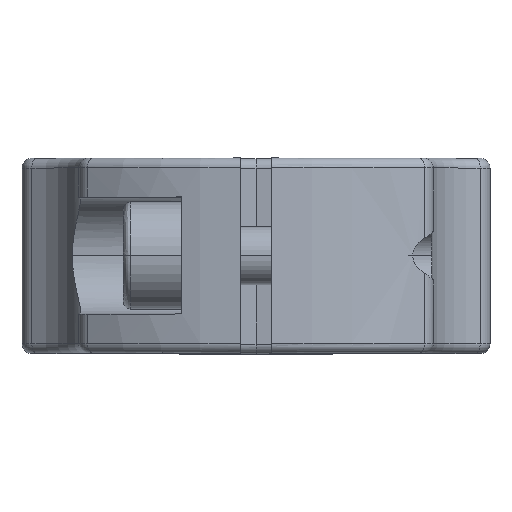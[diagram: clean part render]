
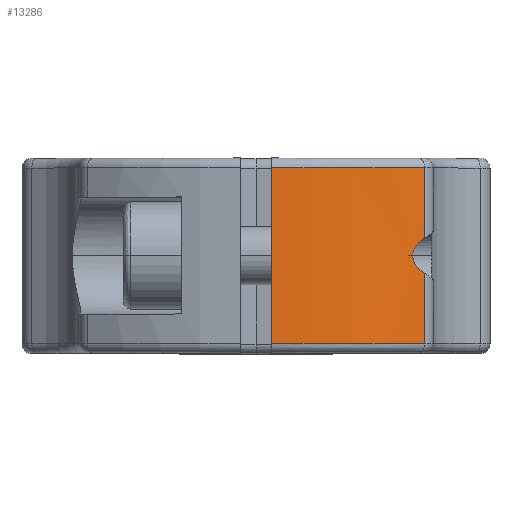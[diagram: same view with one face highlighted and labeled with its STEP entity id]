
A CAD part, top view. The second image highlights one B-rep face of the part: STEP entity #13286.
In plain terms, the highlighted cylindrical face has radius 15.5 mm (diameter 31 mm), a partial arc.
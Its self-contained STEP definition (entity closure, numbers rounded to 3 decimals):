
#126 = VECTOR ( 'NONE', #8000, 1000. ) ;
#276 = DIRECTION ( 'NONE',  ( 0., -1., 0. ) ) ;
#399 = CIRCLE ( 'NONE', #1964, 15.5 ) ;
#486 = CARTESIAN_POINT ( 'NONE',  ( 5.499, 1.796, 12.867 ) ) ;
#514 = DIRECTION ( 'NONE',  ( 0., 0., -1. ) ) ;
#576 = CYLINDRICAL_SURFACE ( 'NONE', #9101, 15.5 ) ;
#697 = CARTESIAN_POINT ( 'NONE',  ( 5.488, 2.888, 12.874 ) ) ;
#855 = CARTESIAN_POINT ( 'NONE',  ( 5.539, 1.746, 12.842 ) ) ;
#1206 = ORIENTED_EDGE ( 'NONE', *, *, #8018, .T. ) ;
#1598 = CARTESIAN_POINT ( 'NONE',  ( 5.359, 1.977, 12.955 ) ) ;
#1668 = ORIENTED_EDGE ( 'NONE', *, *, #11766, .F. ) ;
#1677 = B_SPLINE_CURVE_WITH_KNOTS ( 'NONE', 3,
 ( #8183, #9431, #12357, #8390, #10533, #13742, #2786, #10270, #7266, #8325, #697, #5224, #4953, #12619 ),
 .UNSPECIFIED., .F., .F.,
 ( 4, 2, 2, 1, 1, 2, 2, 4 ),
 ( 0., 0.25, 0.375, 0.438, 0.469, 0.484, 0.5, 1. ),
 .UNSPECIFIED. ) ;
#1921 = VERTEX_POINT ( 'NONE', #12533 ) ;
#1964 = AXIS2_PLACEMENT_3D ( 'NONE', #11166, #4804, #9084 ) ;
#2452 = CARTESIAN_POINT ( 'NONE',  ( 5.895, 6.849, 12.61 ) ) ;
#2615 = EDGE_CURVE ( 'NONE', #5097, #3525, #8973, .T. ) ;
#2682 = CARTESIAN_POINT ( 'NONE',  ( -2.753, 7.349, -0.254 ) ) ;
#2786 = CARTESIAN_POINT ( 'NONE',  ( 5.436, 2.816, 12.906 ) ) ;
#3126 = DIRECTION ( 'NONE',  ( 0., -1., 0. ) ) ;
#3499 = CARTESIAN_POINT ( 'NONE',  ( 5.895, 7.349, 12.61 ) ) ;
#3525 = VERTEX_POINT ( 'NONE', #13497 ) ;
#3640 = LINE ( 'NONE', #8194, #126 ) ;
#4207 = CARTESIAN_POINT ( 'NONE',  ( 5.738, 1.554, 12.714 ) ) ;
#4535 = CARTESIAN_POINT ( 'NONE',  ( 5.813, 1.498, 12.665 ) ) ;
#4804 = DIRECTION ( 'NONE',  ( 0., 1., 0. ) ) ;
#4911 = FACE_OUTER_BOUND ( 'NONE', #9538, .T. ) ;
#4953 = CARTESIAN_POINT ( 'NONE',  ( 5.729, 3.147, 12.721 ) ) ;
#5097 = VERTEX_POINT ( 'NONE', #8479 ) ;
#5164 = CARTESIAN_POINT ( 'NONE',  ( 5.895, 3.253, 12.61 ) ) ;
#5224 = CARTESIAN_POINT ( 'NONE',  ( 5.594, 3.026, 12.807 ) ) ;
#5491 = EDGE_CURVE ( 'NONE', #5097, #1921, #12237, .T. ) ;
#5501 = VERTEX_POINT ( 'NONE', #5818 ) ;
#5727 = CARTESIAN_POINT ( 'NONE',  ( 5.291, 2.159, 12.996 ) ) ;
#5818 = CARTESIAN_POINT ( 'NONE',  ( -1.953, -2.151, 15.226 ) ) ;
#6160 = VECTOR ( 'NONE', #276, 1000. ) ;
#6197 = AXIS2_PLACEMENT_3D ( 'NONE', #11855, #3126, #7408 ) ;
#6298 = VECTOR ( 'NONE', #8835, 1000. ) ;
#6429 = CIRCLE ( 'NONE', #6197, 15.5 ) ;
#6928 = CARTESIAN_POINT ( 'NONE',  ( 5.497, 1.799, 12.869 ) ) ;
#7266 = CARTESIAN_POINT ( 'NONE',  ( 5.475, 2.87, 12.882 ) ) ;
#7408 = DIRECTION ( 'NONE',  ( 0., 0., -1. ) ) ;
#7855 = LINE ( 'NONE', #12086, #6160 ) ;
#8000 = DIRECTION ( 'NONE',  ( 0., -1., 0. ) ) ;
#8018 = EDGE_CURVE ( 'NONE', #3525, #11832, #1677, .T. ) ;
#8183 = CARTESIAN_POINT ( 'NONE',  ( 5.29, 2.349, 12.996 ) ) ;
#8187 = EDGE_CURVE ( 'NONE', #13568, #13483, #6429, .T. ) ;
#8194 = CARTESIAN_POINT ( 'NONE',  ( 5.895, 7.349, 12.61 ) ) ;
#8279 = EDGE_CURVE ( 'NONE', #5501, #1921, #399, .T. ) ;
#8325 = CARTESIAN_POINT ( 'NONE',  ( 5.483, 2.881, 12.877 ) ) ;
#8390 = CARTESIAN_POINT ( 'NONE',  ( 5.357, 2.671, 12.955 ) ) ;
#8479 = CARTESIAN_POINT ( 'NONE',  ( 5.895, 1.445, 12.61 ) ) ;
#8491 = CARTESIAN_POINT ( 'NONE',  ( 5.637, 1.644, 12.779 ) ) ;
#8709 = ORIENTED_EDGE ( 'NONE', *, *, #2615, .T. ) ;
#8712 = ORIENTED_EDGE ( 'NONE', *, *, #5491, .F. ) ;
#8835 = DIRECTION ( 'NONE',  ( 0., -1., 0. ) ) ;
#8973 = B_SPLINE_CURVE_WITH_KNOTS ( 'NONE', 3,
 ( #9859, #4535, #4207, #8491, #12722, #855, #12574, #10001, #486, #6928, #1598, #5727, #11181 ),
 .UNSPECIFIED., .F., .F.,
 ( 4, 2, 1, 1, 1, 2, 2, 4 ),
 ( 0., 0.25, 0.375, 0.437, 0.469, 0.484, 0.5, 1. ),
 .UNSPECIFIED. ) ;
#9084 = DIRECTION ( 'NONE',  ( 0., 0., -1. ) ) ;
#9101 = AXIS2_PLACEMENT_3D ( 'NONE', #2682, #10230, #514 ) ;
#9431 = CARTESIAN_POINT ( 'NONE',  ( 5.29, 2.443, 12.996 ) ) ;
#9538 = EDGE_LOOP ( 'NONE', ( #8712, #8709, #1206, #1668, #11991, #12220, #11027 ) ) ;
#9859 = CARTESIAN_POINT ( 'NONE',  ( 5.895, 1.445, 12.61 ) ) ;
#10001 = CARTESIAN_POINT ( 'NONE',  ( 5.506, 1.787, 12.863 ) ) ;
#10230 = DIRECTION ( 'NONE',  ( 0., -1., 0. ) ) ;
#10270 = CARTESIAN_POINT ( 'NONE',  ( 5.463, 2.854, 12.89 ) ) ;
#10533 = CARTESIAN_POINT ( 'NONE',  ( 5.378, 2.716, 12.942 ) ) ;
#11027 = ORIENTED_EDGE ( 'NONE', *, *, #8279, .T. ) ;
#11166 = CARTESIAN_POINT ( 'NONE',  ( -2.753, -2.151, -0.254 ) ) ;
#11181 = CARTESIAN_POINT ( 'NONE',  ( 5.29, 2.349, 12.996 ) ) ;
#11766 = EDGE_CURVE ( 'NONE', #13568, #11832, #3640, .T. ) ;
#11832 = VERTEX_POINT ( 'NONE', #5164 ) ;
#11855 = CARTESIAN_POINT ( 'NONE',  ( -2.753, 6.849, -0.254 ) ) ;
#11947 = CARTESIAN_POINT ( 'NONE',  ( -1.953, 6.849, 15.226 ) ) ;
#11991 = ORIENTED_EDGE ( 'NONE', *, *, #8187, .T. ) ;
#12086 = CARTESIAN_POINT ( 'NONE',  ( -1.953, 7.349, 15.226 ) ) ;
#12220 = ORIENTED_EDGE ( 'NONE', *, *, #12517, .T. ) ;
#12237 = LINE ( 'NONE', #3499, #6298 ) ;
#12357 = CARTESIAN_POINT ( 'NONE',  ( 5.307, 2.536, 12.986 ) ) ;
#12517 = EDGE_CURVE ( 'NONE', #13483, #5501, #7855, .T. ) ;
#12533 = CARTESIAN_POINT ( 'NONE',  ( 5.895, -2.151, 12.61 ) ) ;
#12574 = CARTESIAN_POINT ( 'NONE',  ( 5.515, 1.775, 12.857 ) ) ;
#12619 = CARTESIAN_POINT ( 'NONE',  ( 5.895, 3.253, 12.61 ) ) ;
#12722 = CARTESIAN_POINT ( 'NONE',  ( 5.59, 1.69, 12.81 ) ) ;
#13286 = ADVANCED_FACE ( 'NONE', ( #4911 ), #576, .T. ) ;
#13483 = VERTEX_POINT ( 'NONE', #11947 ) ;
#13497 = CARTESIAN_POINT ( 'NONE',  ( 5.29, 2.349, 12.996 ) ) ;
#13568 = VERTEX_POINT ( 'NONE', #2452 ) ;
#13742 = CARTESIAN_POINT ( 'NONE',  ( 5.416, 2.782, 12.919 ) ) ;
